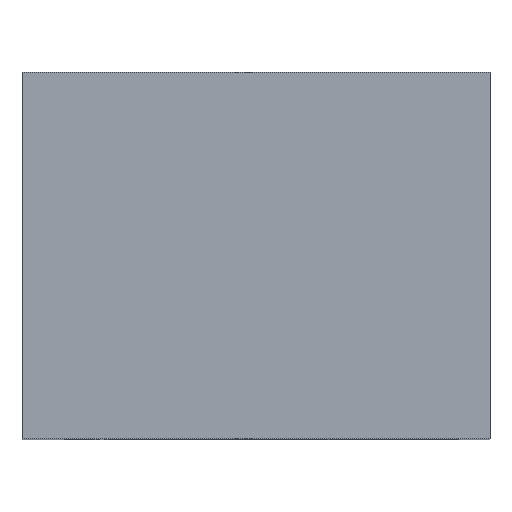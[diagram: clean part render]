
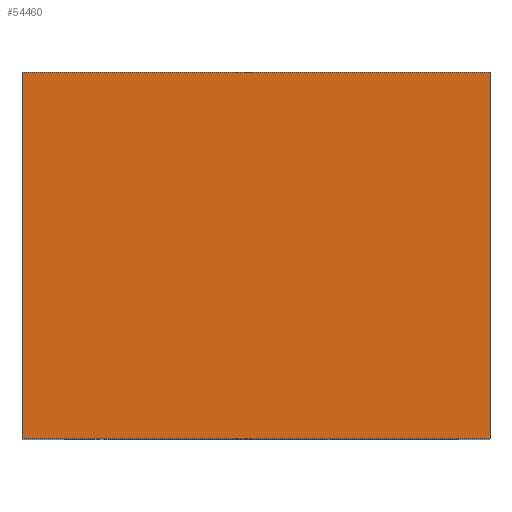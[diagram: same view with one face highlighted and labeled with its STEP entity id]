
A CAD part, top view. The second image highlights one B-rep face of the part: STEP entity #54460.
In plain terms, the highlighted planar face has unit normal (0, 0, 1).
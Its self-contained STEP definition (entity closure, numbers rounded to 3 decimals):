
#1660=ORIENTED_EDGE('',*,*,#13673,.T.);
#1661=ORIENTED_EDGE('',*,*,#13674,.F.);
#1662=ORIENTED_EDGE('',*,*,#12969,.F.);
#1663=ORIENTED_EDGE('',*,*,#13672,.T.);
#12969=EDGE_CURVE('',#18979,#18980,#22987,.T.);
#13672=EDGE_CURVE('',#18979,#19678,#23689,.T.);
#13673=EDGE_CURVE('',#19678,#19679,#23690,.T.);
#13674=EDGE_CURVE('',#18980,#19679,#23691,.T.);
#18979=VERTEX_POINT('',#70458);
#18980=VERTEX_POINT('',#70460);
#19678=VERTEX_POINT('',#71864);
#19679=VERTEX_POINT('',#71868);
#22987=LINE('',#70459,#28995);
#23689=LINE('',#71865,#29697);
#23690=LINE('',#71867,#29698);
#23691=LINE('',#71869,#29699);
#28995=VECTOR('',#59456,1000.);
#29697=VECTOR('',#60168,1000.);
#29698=VECTOR('',#60171,1000.);
#29699=VECTOR('',#60172,1000.);
#34105=EDGE_LOOP('',(#1660,#1661,#1662,#1663));
#36165=FACE_BOUND('',#34105,.T.);
#38202=PLANE('',#56498);
#54460=ADVANCED_FACE('',(#36165),#38202,.F.);
#56498=AXIS2_PLACEMENT_3D('',#71866,#60169,#60170);
#59456=DIRECTION('',(-1.,0.,0.));
#60168=DIRECTION('',(0.,1.,0.));
#60169=DIRECTION('',(0.,0.,-1.));
#60170=DIRECTION('',(-1.,0.,0.));
#60171=DIRECTION('',(-1.,0.,0.));
#60172=DIRECTION('',(0.,1.,0.));
#70458=CARTESIAN_POINT('',(5.75,-4.5,17.5));
#70459=CARTESIAN_POINT('',(5.75,-4.5,17.5));
#70460=CARTESIAN_POINT('',(-5.75,-4.5,17.5));
#71864=CARTESIAN_POINT('',(5.75,4.5,17.5));
#71865=CARTESIAN_POINT('',(5.75,-4.5,17.5));
#71866=CARTESIAN_POINT('',(5.75,-4.5,17.5));
#71867=CARTESIAN_POINT('',(5.75,4.5,17.5));
#71868=CARTESIAN_POINT('',(-5.75,4.5,17.5));
#71869=CARTESIAN_POINT('',(-5.75,-4.5,17.5));
